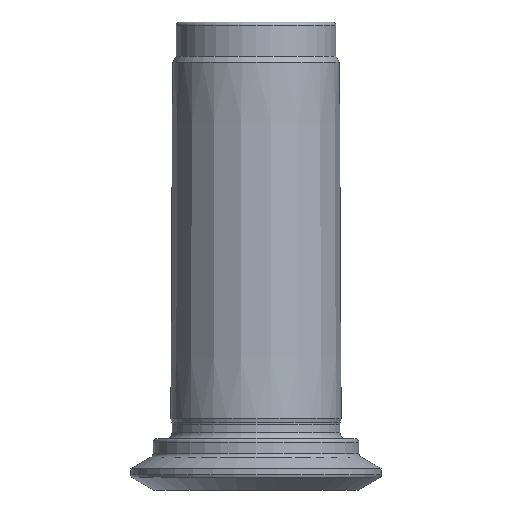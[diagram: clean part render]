
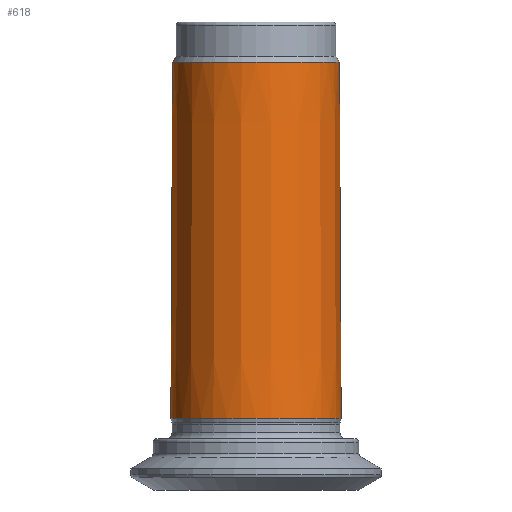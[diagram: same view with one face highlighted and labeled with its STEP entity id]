
A CAD part, front view. The second image highlights one B-rep face of the part: STEP entity #618.
In plain terms, the highlighted conical face has half-angle 0.286 degrees and reference radius 7.461 mm.
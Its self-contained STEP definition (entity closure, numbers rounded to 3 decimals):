
#67=CONICAL_SURFACE('',#844,7.461,0.005);
#140=ORIENTED_EDGE('',*,*,#220,.F.);
#141=ORIENTED_EDGE('',*,*,#221,.T.);
#220=EDGE_CURVE('',#286,#286,#344,.T.);
#221=EDGE_CURVE('',#287,#287,#345,.T.);
#286=VERTEX_POINT('',#1108);
#287=VERTEX_POINT('',#1111);
#344=CIRCLE('',#794,7.305);
#345=CIRCLE('',#796,7.461);
#446=EDGE_LOOP('',(#140));
#447=EDGE_LOOP('',(#141));
#540=FACE_BOUND('',#446,.T.);
#541=FACE_BOUND('',#447,.T.);
#618=ADVANCED_FACE('',(#540,#541),#67,.T.);
#794=AXIS2_PLACEMENT_3D('',#1107,#901,#902);
#796=AXIS2_PLACEMENT_3D('',#1110,#905,#906);
#844=AXIS2_PLACEMENT_3D('',#1182,#1001,#1002);
#901=DIRECTION('',(0.,0.,1.));
#902=DIRECTION('',(1.,0.,0.));
#905=DIRECTION('',(0.,0.,1.));
#906=DIRECTION('',(1.,0.,0.));
#1001=DIRECTION('',(0.,0.,-1.));
#1002=DIRECTION('',(-1.,0.,0.));
#1107=CARTESIAN_POINT('',(0.,0.,37.472));
#1108=CARTESIAN_POINT('',(7.305,0.,37.472));
#1110=CARTESIAN_POINT('',(0.,0.,6.269));
#1111=CARTESIAN_POINT('',(7.461,0.,6.269));
#1182=CARTESIAN_POINT('',(0.,0.,6.269));
